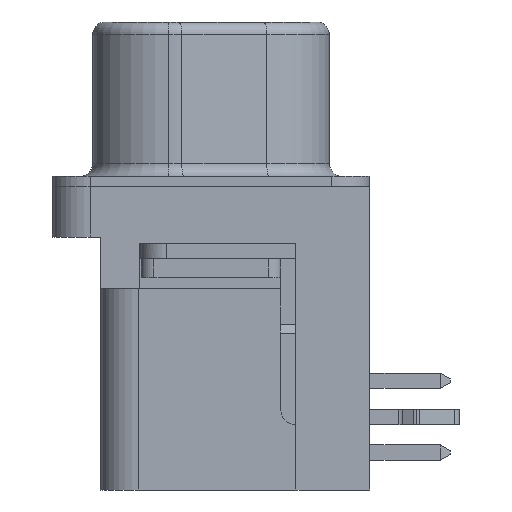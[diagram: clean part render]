
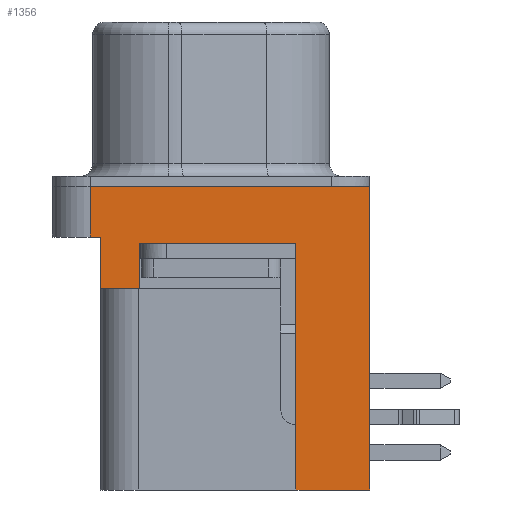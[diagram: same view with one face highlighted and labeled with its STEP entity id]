
A CAD part, left-side view. The second image highlights one B-rep face of the part: STEP entity #1356.
In plain terms, the highlighted planar face has unit normal (-1, 0, 0).
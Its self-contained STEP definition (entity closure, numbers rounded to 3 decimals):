
#593 = EDGE_CURVE ( 'NONE', #7030, #7146, #8685, .T. ) ;
#694 = EDGE_CURVE ( 'NONE', #7348, #8117, #8867, .T. ) ;
#1356 = ADVANCED_FACE ( 'NONE', ( #11785 ), #10892, .T. ) ;
#2415 = DIRECTION ( 'NONE',  ( 0., -1., 0. ) ) ;
#2416 = CARTESIAN_POINT ( 'NONE',  ( -34.659, 4.775, 0. ) ) ;
#4011 = ORIENTED_EDGE ( 'NONE', *, *, #6775, .F. ) ;
#4012 = ORIENTED_EDGE ( 'NONE', *, *, #593, .F. ) ;
#4013 = ORIENTED_EDGE ( 'NONE', *, *, #6663, .T. ) ;
#4014 = ORIENTED_EDGE ( 'NONE', *, *, #6850, .T. ) ;
#4015 = ORIENTED_EDGE ( 'NONE', *, *, #6521, .T. ) ;
#4017 = ORIENTED_EDGE ( 'NONE', *, *, #694, .F. ) ;
#4018 = ORIENTED_EDGE ( 'NONE', *, *, #6417, .F. ) ;
#4019 = ORIENTED_EDGE ( 'NONE', *, *, #6641, .F. ) ;
#4020 = ORIENTED_EDGE ( 'NONE', *, *, #6169, .F. ) ;
#4021 = ORIENTED_EDGE ( 'NONE', *, *, #6086, .T. ) ;
#4022 = ORIENTED_EDGE ( 'NONE', *, *, #6492, .F. ) ;
#4922 = EDGE_LOOP ( 'NONE', ( #4011, #4012, #4013, #4014, #4015, #4017, #4018, #4019, #4020, #4021, #4022 ) ) ;
#6086 = EDGE_CURVE ( 'NONE', #7572, #7622, #16293, .T. ) ;
#6169 = EDGE_CURVE ( 'NONE', #7572, #7176, #17677, .T. ) ;
#6417 = EDGE_CURVE ( 'NONE', #8068, #7348, #18103, .T. ) ;
#6492 = EDGE_CURVE ( 'NONE', #8131, #7622, #18239, .T. ) ;
#6521 = EDGE_CURVE ( 'NONE', #7978, #8117, #18288, .T. ) ;
#6641 = EDGE_CURVE ( 'NONE', #7176, #8068, #18487, .T. ) ;
#6663 = EDGE_CURVE ( 'NONE', #7030, #7573, #18527, .T. ) ;
#6775 = EDGE_CURVE ( 'NONE', #7146, #8131, #18698, .T. ) ;
#6850 = EDGE_CURVE ( 'NONE', #7573, #7978, #21164, .T. ) ;
#7030 = VERTEX_POINT ( 'NONE', #20288 ) ;
#7146 = VERTEX_POINT ( 'NONE', #20341 ) ;
#7176 = VERTEX_POINT ( 'NONE', #20352 ) ;
#7348 = VERTEX_POINT ( 'NONE', #20432 ) ;
#7572 = VERTEX_POINT ( 'NONE', #20543 ) ;
#7573 = VERTEX_POINT ( 'NONE', #20544 ) ;
#7622 = VERTEX_POINT ( 'NONE', #20565 ) ;
#7978 = VERTEX_POINT ( 'NONE', #20670 ) ;
#8068 = VERTEX_POINT ( 'NONE', #20692 ) ;
#8117 = VERTEX_POINT ( 'NONE', #20698 ) ;
#8131 = VERTEX_POINT ( 'NONE', #20704 ) ;
#8223 = AXIS2_PLACEMENT_3D ( 'NONE', #10900, #10901, #10902 ) ;
#8685 = LINE ( 'NONE', #10270, #8691 ) ;
#8691 = VECTOR ( 'NONE', #10318, 1000. ) ;
#8867 = LINE ( 'NONE', #2416, #8870 ) ;
#8870 = VECTOR ( 'NONE', #2415, 1000. ) ;
#10270 = CARTESIAN_POINT ( 'NONE',  ( -34.659, 0., -2.25 ) ) ;
#10318 = DIRECTION ( 'NONE',  ( 0., 1., 0. ) ) ;
#10892 = PLANE ( 'NONE',  #8223 ) ;
#10900 = CARTESIAN_POINT ( 'NONE',  ( -34.659, 4.775, -12. ) ) ;
#10901 = DIRECTION ( 'NONE',  ( -1., 0., 0. ) ) ;
#10902 = DIRECTION ( 'NONE',  ( 0., 0., 1. ) ) ;
#11785 = FACE_OUTER_BOUND ( 'NONE', #4922, .T. ) ;
#16293 = LINE ( 'NONE', #17239, #16312 ) ;
#16312 = VECTOR ( 'NONE', #17259, 1000. ) ;
#17239 = CARTESIAN_POINT ( 'NONE',  ( -34.659, 4.374, -2. ) ) ;
#17259 = DIRECTION ( 'NONE',  ( 0., 0., -1. ) ) ;
#17466 = CARTESIAN_POINT ( 'NONE',  ( -34.659, 0., -2. ) ) ;
#17467 = DIRECTION ( 'NONE',  ( 0., 1., 0. ) ) ;
#17677 = LINE ( 'NONE', #17466, #17680 ) ;
#17680 = VECTOR ( 'NONE', #17467, 1000. ) ;
#18103 = LINE ( 'NONE', #19210, #18115 ) ;
#18115 = VECTOR ( 'NONE', #19215, 1000. ) ;
#18239 = LINE ( 'NONE', #19377, #18241 ) ;
#18241 = VECTOR ( 'NONE', #19373, 1000. ) ;
#18288 = LINE ( 'NONE', #19448, #18290 ) ;
#18290 = VECTOR ( 'NONE', #19449, 1000. ) ;
#18487 = LINE ( 'NONE', #19736, #18490 ) ;
#18490 = VECTOR ( 'NONE', #19738, 1000. ) ;
#18527 = LINE ( 'NONE', #19775, #18529 ) ;
#18529 = VECTOR ( 'NONE', #19776, 1000. ) ;
#18698 = LINE ( 'NONE', #20038, #18716 ) ;
#18716 = VECTOR ( 'NONE', #20047, 1000. ) ;
#19210 = CARTESIAN_POINT ( 'NONE',  ( -34.659, 4.775, 0. ) ) ;
#19215 = DIRECTION ( 'NONE',  ( 0., -1., 0. ) ) ;
#19373 = DIRECTION ( 'NONE',  ( 0., 1., 0. ) ) ;
#19377 = CARTESIAN_POINT ( 'NONE',  ( -34.659, 4.775, -4.05 ) ) ;
#19448 = CARTESIAN_POINT ( 'NONE',  ( -34.659, -6.276, -12. ) ) ;
#19449 = DIRECTION ( 'NONE',  ( 0., 0., 1. ) ) ;
#19736 = CARTESIAN_POINT ( 'NONE',  ( -34.659, 4.775, -12. ) ) ;
#19738 = DIRECTION ( 'NONE',  ( 0., 0., 1. ) ) ;
#19775 = CARTESIAN_POINT ( 'NONE',  ( -34.659, -3.356, -4.05 ) ) ;
#19776 = DIRECTION ( 'NONE',  ( 0., 0., -1. ) ) ;
#20038 = CARTESIAN_POINT ( 'NONE',  ( -34.659, 2.824, -2.25 ) ) ;
#20047 = DIRECTION ( 'NONE',  ( 0., 0., -1. ) ) ;
#20215 = CARTESIAN_POINT ( 'NONE',  ( -34.659, 4.775, -12. ) ) ;
#20216 = DIRECTION ( 'NONE',  ( 0., -1., 0. ) ) ;
#20288 = CARTESIAN_POINT ( 'NONE',  ( -34.659, -3.356, -2.25 ) ) ;
#20341 = CARTESIAN_POINT ( 'NONE',  ( -34.659, 2.824, -2.25 ) ) ;
#20352 = CARTESIAN_POINT ( 'NONE',  ( -34.659, 4.775, -2. ) ) ;
#20432 = CARTESIAN_POINT ( 'NONE',  ( -34.659, -4.83, 0. ) ) ;
#20543 = CARTESIAN_POINT ( 'NONE',  ( -34.659, 4.374, -2. ) ) ;
#20544 = CARTESIAN_POINT ( 'NONE',  ( -34.659, -3.356, -12. ) ) ;
#20565 = CARTESIAN_POINT ( 'NONE',  ( -34.659, 4.374, -4.05 ) ) ;
#20670 = CARTESIAN_POINT ( 'NONE',  ( -34.659, -6.276, -12. ) ) ;
#20692 = CARTESIAN_POINT ( 'NONE',  ( -34.659, 4.775, 0. ) ) ;
#20698 = CARTESIAN_POINT ( 'NONE',  ( -34.659, -6.276, 0. ) ) ;
#20704 = CARTESIAN_POINT ( 'NONE',  ( -34.659, 2.824, -4.05 ) ) ;
#21164 = LINE ( 'NONE', #20215, #21166 ) ;
#21166 = VECTOR ( 'NONE', #20216, 1000. ) ;
